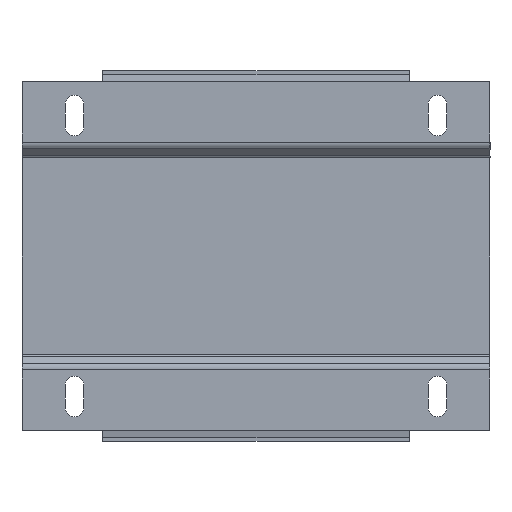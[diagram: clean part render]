
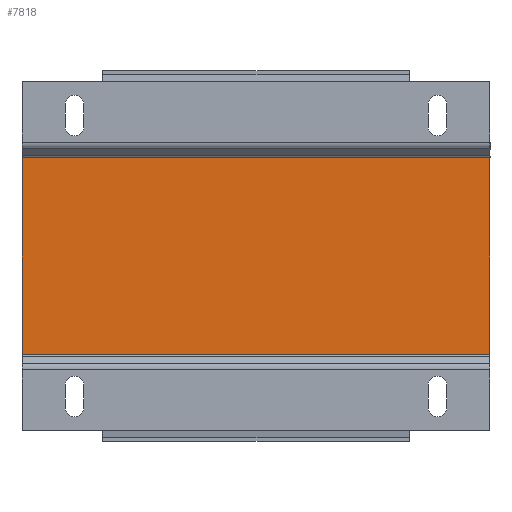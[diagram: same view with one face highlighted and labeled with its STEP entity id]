
A CAD part, front view. The second image highlights one B-rep face of the part: STEP entity #7818.
In plain terms, the highlighted planar face has unit normal (0, -1, 0).
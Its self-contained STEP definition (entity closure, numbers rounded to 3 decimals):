
#382 = VECTOR ( 'NONE', #2232, 1000. ) ;
#440 = DIRECTION ( 'NONE',  ( 1., 0., 0. ) ) ;
#760 = ORIENTED_EDGE ( 'NONE', *, *, #2217, .T. ) ;
#841 = VECTOR ( 'NONE', #9309, 1000. ) ;
#1137 = VERTEX_POINT ( 'NONE', #5930 ) ;
#1545 = CARTESIAN_POINT ( 'NONE',  ( 87.05, -75., 36.5 ) ) ;
#1801 = CARTESIAN_POINT ( 'NONE',  ( 87.05, -75., -36.5 ) ) ;
#2144 = LINE ( 'NONE', #9995, #2971 ) ;
#2217 = EDGE_CURVE ( 'Defeature ausgef�hrt1_91+Defeature ausgef�hrt1_84+Defeature ausgef�hrt1_94+Defeature ausgef�hrt1_92', #1137, #8615, #8824, .T. ) ;
#2232 = DIRECTION ( 'NONE',  ( 1., 0., 0. ) ) ;
#2863 = EDGE_CURVE ( 'Defeature ausgef�hrt1_71+Defeature ausgef�hrt1_91+Defeature ausgef�hrt1_73+Defeature ausgef�hrt1_72', #6268, #3048, #2144, .T. ) ;
#2971 = VECTOR ( 'NONE', #440, 1000. ) ;
#3048 = VERTEX_POINT ( 'NONE', #1545 ) ;
#3062 = CARTESIAN_POINT ( 'NONE',  ( -87.05, -75., 65. ) ) ;
#3100 = DIRECTION ( 'NONE',  ( 0., 0., 1. ) ) ;
#3647 = CARTESIAN_POINT ( 'NONE',  ( -87.05, -75., 36.5 ) ) ;
#4233 = ORIENTED_EDGE ( 'NONE', *, *, #7802, .F. ) ;
#5168 = FACE_OUTER_BOUND ( 'NONE', #6851, .T. ) ;
#5930 = CARTESIAN_POINT ( 'NONE',  ( -87.05, -75., -36.5 ) ) ;
#5932 = ORIENTED_EDGE ( 'NONE', *, *, #9528, .F. ) ;
#6268 = VERTEX_POINT ( 'NONE', #3647 ) ;
#6819 = CARTESIAN_POINT ( 'NONE',  ( 87.05, -75., 65. ) ) ;
#6851 = EDGE_LOOP ( 'NONE', ( #9124, #4233, #760, #5932 ) ) ;
#7428 = CARTESIAN_POINT ( 'NONE',  ( 0., -75., -36.5 ) ) ;
#7449 = CARTESIAN_POINT ( 'NONE',  ( 0., -75., 0. ) ) ;
#7527 = DIRECTION ( 'NONE',  ( 0., 1., 0. ) ) ;
#7802 = EDGE_CURVE ( 'Defeature ausgef�hrt1_94+Defeature ausgef�hrt1_91+Defeature ausgef�hrt1_86+Defeature ausgef�hrt1_73', #1137, #6268, #8401, .T. ) ;
#7818 = ADVANCED_FACE ( 'Defeature ausgef�hrt1_91', ( #5168 ), #10112, .F. ) ;
#8401 = LINE ( 'NONE', #3062, #10443 ) ;
#8615 = VERTEX_POINT ( 'NONE', #1801 ) ;
#8824 = LINE ( 'NONE', #7428, #382 ) ;
#9124 = ORIENTED_EDGE ( 'NONE', *, *, #2863, .F. ) ;
#9309 = DIRECTION ( 'NONE',  ( 0., 0., -1. ) ) ;
#9528 = EDGE_CURVE ( 'Defeature ausgef�hrt1_92+Defeature ausgef�hrt1_91+Defeature ausgef�hrt1_72+Defeature ausgef�hrt1_85', #3048, #8615, #9818, .T. ) ;
#9818 = LINE ( 'NONE', #6819, #841 ) ;
#9995 = CARTESIAN_POINT ( 'NONE',  ( 0., -75., 36.5 ) ) ;
#10038 = DIRECTION ( 'NONE',  ( 0., 0., 1. ) ) ;
#10112 = PLANE ( 'NONE',  #10855 ) ;
#10443 = VECTOR ( 'NONE', #3100, 1000. ) ;
#10855 = AXIS2_PLACEMENT_3D ( 'NONE', #7449, #7527, #10038 ) ;
